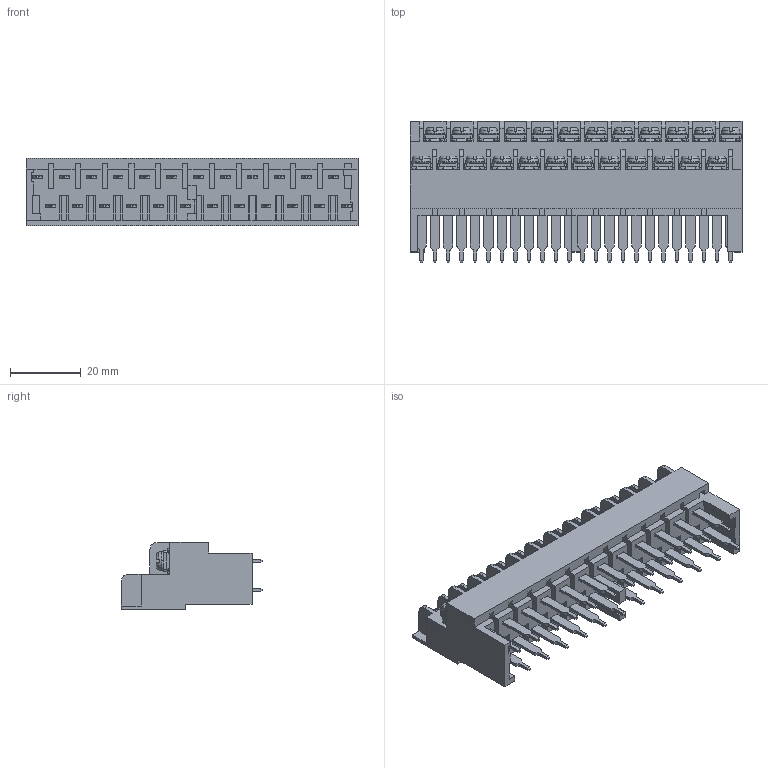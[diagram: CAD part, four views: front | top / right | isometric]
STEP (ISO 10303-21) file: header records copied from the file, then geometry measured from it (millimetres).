
FILE_DESCRIPTION( ('This file contains a STEP AP42 implementation' ,'as created by ZW3D STEP Interface translator.') ,'2;1' );
FILE_NAME( 'BH762-05-12-G-S0-S01.stp' ,'231116.173045', (''), ('ZWCAD Software Co.'), 'Version 1.0', 'ZW3D to STEP translator', '' );
FILE_SCHEMA(('AUTOMOTIVE_DESIGN { 1 0 10303 214 1 1 1 1 }'));
Length unit declared in the file: millimetre
Products named in the file (4): 0; BH762-05-12-G-S0-S01; PRT0007_2_1; PRT0012_3_1
Assembly tree (48 placements, depth 2):
  0
  BH762-05-12-G-S0-S01
    PRT0007_2_1  x24
    PRT0012_3_1  x24
Bounding box: 94.05 x 40 x 19 mm (x, y, z)
Volume: 29052.7 mm3; surface area: 29957.4 mm2
Topology: 49 solids, 49 shells, 3228 faces, 8693 edges, 5635 vertices
Faces by surface type: plane 2100, cylinder 648, cone 288, torus 192
Entity records: 70338 total; most frequent: CARTESIAN_POINT 13172, ORIENTED_EDGE 11682, DIRECTION 11005, EDGE_CURVE 5841, VECTOR 4513, LINE 4513, VERTEX_POINT 3749, AXIS2_PLACEMENT_3D 3246
